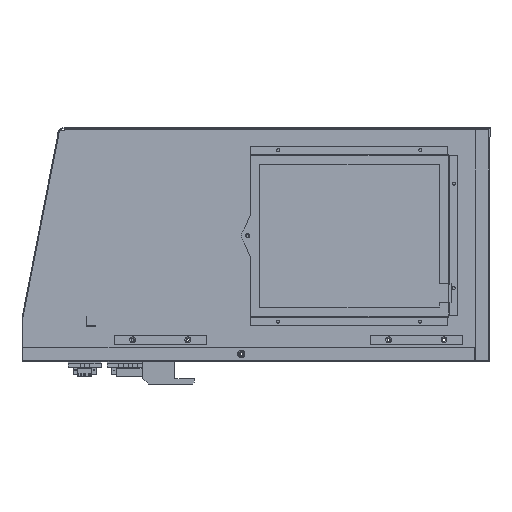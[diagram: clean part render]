
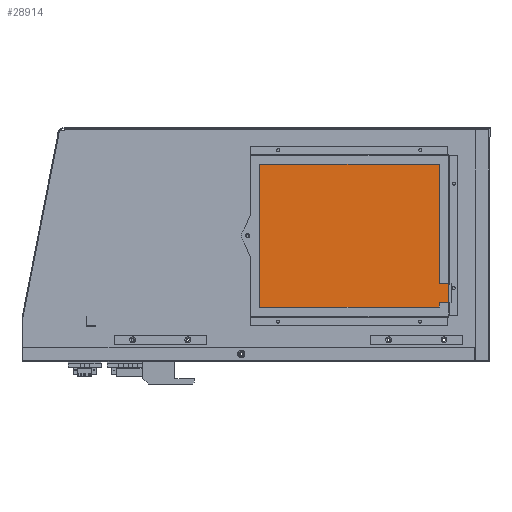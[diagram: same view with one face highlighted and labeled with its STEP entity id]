
A CAD part, left-side view. The second image highlights one B-rep face of the part: STEP entity #28914.
In plain terms, the highlighted face is planar.
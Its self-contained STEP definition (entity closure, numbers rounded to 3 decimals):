
#490 = CARTESIAN_POINT ( 'NONE',  ( 86.5, 2.2, -107. ) ) ;
#2515 = ORIENTED_EDGE ( 'NONE', *, *, #32841, .T. ) ;
#2832 = DIRECTION ( 'NONE',  ( 0., 0., 1. ) ) ;
#7351 = EDGE_CURVE ( 'NONE', #9706, #66480, #66183, .T. ) ;
#8766 = VECTOR ( 'NONE', #98167, 1000. ) ;
#9706 = VERTEX_POINT ( 'NONE', #76938 ) ;
#10939 = VERTEX_POINT ( 'NONE', #80201 ) ;
#12920 = CARTESIAN_POINT ( 'NONE',  ( 86.5, 2.2, 107. ) ) ;
#15208 = CARTESIAN_POINT ( 'NONE',  ( -86.5, 2.2, 107. ) ) ;
#23233 = CARTESIAN_POINT ( 'NONE',  ( -86.5, 2.2, -107. ) ) ;
#27287 = AXIS2_PLACEMENT_3D ( 'NONE', #56930, #90053, #48763 ) ;
#28766 = LINE ( 'NONE', #103338, #56859 ) ;
#28914 = ADVANCED_FACE ( 'NONE', ( #34609 ), #73984, .F. ) ;
#29203 = LINE ( 'NONE', #12920, #49634 ) ;
#32841 = EDGE_CURVE ( 'NONE', #66480, #10939, #28766, .T. ) ;
#34609 = FACE_OUTER_BOUND ( 'NONE', #77915, .T. ) ;
#38078 = EDGE_CURVE ( 'NONE', #10939, #92175, #29203, .T. ) ;
#43340 = LINE ( 'NONE', #23233, #8766 ) ;
#48763 = DIRECTION ( 'NONE',  ( 0., 0., -1. ) ) ;
#49634 = VECTOR ( 'NONE', #61865, 1000. ) ;
#56859 = VECTOR ( 'NONE', #70168, 1000. ) ;
#56930 = CARTESIAN_POINT ( 'NONE',  ( 0., 2.2, 0. ) ) ;
#59203 = EDGE_CURVE ( 'NONE', #92175, #9706, #43340, .T. ) ;
#60010 = CARTESIAN_POINT ( 'NONE',  ( -86.5, 2.2, 107. ) ) ;
#61865 = DIRECTION ( 'NONE',  ( 0., 0., -1. ) ) ;
#66183 = LINE ( 'NONE', #60010, #82766 ) ;
#66480 = VERTEX_POINT ( 'NONE', #15208 ) ;
#70168 = DIRECTION ( 'NONE',  ( 1., 0., 0. ) ) ;
#72224 = ORIENTED_EDGE ( 'NONE', *, *, #59203, .T. ) ;
#73984 = PLANE ( 'NONE',  #27287 ) ;
#76938 = CARTESIAN_POINT ( 'NONE',  ( -86.5, 2.2, -107. ) ) ;
#77915 = EDGE_LOOP ( 'NONE', ( #100807, #72224, #86553, #2515 ) ) ;
#80201 = CARTESIAN_POINT ( 'NONE',  ( 86.5, 2.2, 107. ) ) ;
#82766 = VECTOR ( 'NONE', #2832, 1000. ) ;
#86553 = ORIENTED_EDGE ( 'NONE', *, *, #7351, .T. ) ;
#90053 = DIRECTION ( 'NONE',  ( 0., -1., 0. ) ) ;
#92175 = VERTEX_POINT ( 'NONE', #490 ) ;
#98167 = DIRECTION ( 'NONE',  ( -1., 0., 0. ) ) ;
#100807 = ORIENTED_EDGE ( 'NONE', *, *, #38078, .T. ) ;
#103338 = CARTESIAN_POINT ( 'NONE',  ( -86.5, 2.2, 107. ) ) ;
